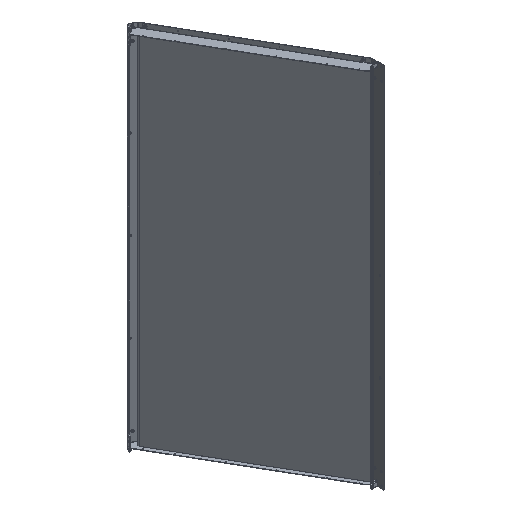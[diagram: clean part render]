
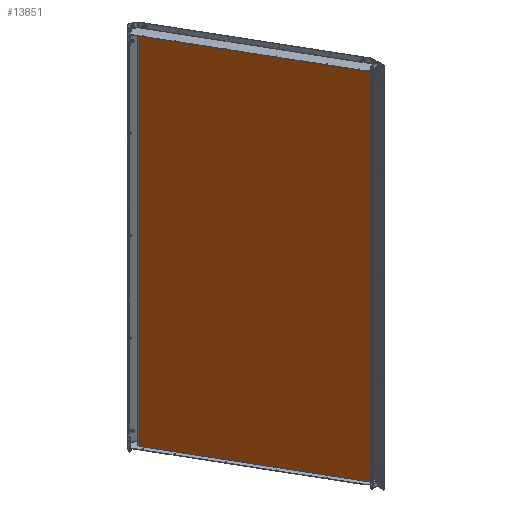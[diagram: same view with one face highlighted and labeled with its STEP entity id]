
A CAD part, isometric view. The second image highlights one B-rep face of the part: STEP entity #13851.
In plain terms, the highlighted face is planar.
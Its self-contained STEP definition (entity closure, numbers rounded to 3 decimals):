
#330 = DIRECTION ( 'NONE',  ( 0., 0., -1. ) ) ;
#337 = CARTESIAN_POINT ( 'NONE',  ( 1200., -25., -580. ) ) ;
#561 = CARTESIAN_POINT ( 'NONE',  ( 1200., -25., -580. ) ) ;
#883 = ORIENTED_EDGE ( 'NONE', *, *, #6284, .F. ) ;
#1233 = DIRECTION ( 'NONE',  ( -1., 0., 0. ) ) ;
#1972 = VECTOR ( 'NONE', #5142, 1000. ) ;
#2230 = DIRECTION ( 'NONE',  ( 0., 0., -1. ) ) ;
#2436 = CARTESIAN_POINT ( 'NONE',  ( 0., -25., 0. ) ) ;
#2540 = VECTOR ( 'NONE', #4413, 1000. ) ;
#2591 = VERTEX_POINT ( 'NONE', #8683 ) ;
#3423 = VECTOR ( 'NONE', #1233, 1000. ) ;
#3536 = VERTEX_POINT ( 'NONE', #9910 ) ;
#4041 = LINE ( 'NONE', #8594, #7716 ) ;
#4413 = DIRECTION ( 'NONE',  ( 0., 0., 1. ) ) ;
#4691 = CARTESIAN_POINT ( 'NONE',  ( -1200., -25., 573. ) ) ;
#4999 = AXIS2_PLACEMENT_3D ( 'NONE', #2436, #7158, #330 ) ;
#5142 = DIRECTION ( 'NONE',  ( -1., 0., 0. ) ) ;
#5180 = EDGE_LOOP ( 'NONE', ( #7862, #9254, #883, #10582 ) ) ;
#6284 = EDGE_CURVE ( 'NONE', #2591, #12196, #4041, .T. ) ;
#6407 = LINE ( 'NONE', #11961, #1972 ) ;
#6465 = EDGE_CURVE ( 'NONE', #12196, #7055, #6933, .T. ) ;
#6679 = EDGE_CURVE ( 'NONE', #2591, #3536, #6407, .T. ) ;
#6926 = FACE_OUTER_BOUND ( 'NONE', #5180, .T. ) ;
#6933 = LINE ( 'NONE', #337, #3423 ) ;
#7055 = VERTEX_POINT ( 'NONE', #9436 ) ;
#7158 = DIRECTION ( 'NONE',  ( 0., 1., 0. ) ) ;
#7716 = VECTOR ( 'NONE', #2230, 1000. ) ;
#7862 = ORIENTED_EDGE ( 'NONE', *, *, #8996, .F. ) ;
#8123 = PLANE ( 'NONE',  #4999 ) ;
#8594 = CARTESIAN_POINT ( 'NONE',  ( 1200., -25., 573. ) ) ;
#8683 = CARTESIAN_POINT ( 'NONE',  ( 1200., -25., 570. ) ) ;
#8996 = EDGE_CURVE ( 'NONE', #7055, #3536, #9935, .T. ) ;
#9254 = ORIENTED_EDGE ( 'NONE', *, *, #6465, .F. ) ;
#9436 = CARTESIAN_POINT ( 'NONE',  ( -1200., -25., -580. ) ) ;
#9910 = CARTESIAN_POINT ( 'NONE',  ( -1200., -25., 570. ) ) ;
#9935 = LINE ( 'NONE', #4691, #2540 ) ;
#10582 = ORIENTED_EDGE ( 'NONE', *, *, #6679, .T. ) ;
#11961 = CARTESIAN_POINT ( 'NONE',  ( 4825.051, -25., 570. ) ) ;
#12196 = VERTEX_POINT ( 'NONE', #561 ) ;
#13851 = ADVANCED_FACE ( 'NONE', ( #6926 ), #8123, .F. ) ;
